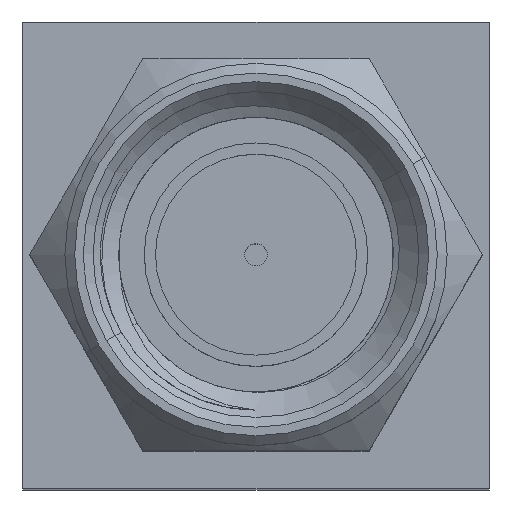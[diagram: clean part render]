
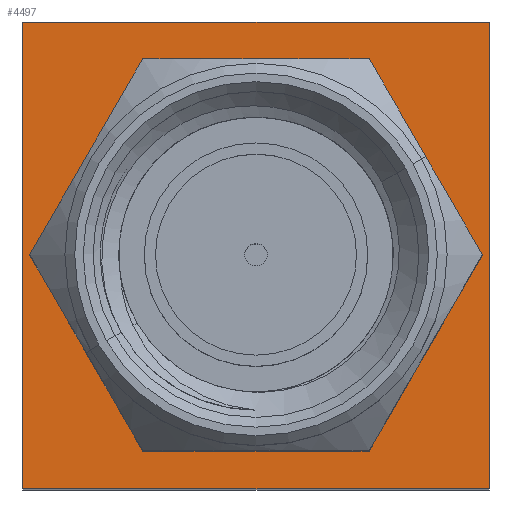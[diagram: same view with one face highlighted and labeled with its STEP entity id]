
A CAD part, top view. The second image highlights one B-rep face of the part: STEP entity #4497.
In plain terms, the highlighted planar face has unit normal (0, 0, 1).
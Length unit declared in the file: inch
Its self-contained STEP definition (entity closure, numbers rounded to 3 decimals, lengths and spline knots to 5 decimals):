
#166 = EDGE_CURVE ( 'NONE', #2871, #3260, #5910, .T. ) ;
#358 = CARTESIAN_POINT ( 'NONE',  ( 0., 0., 0.55 ) ) ;
#465 = ORIENTED_EDGE ( 'NONE', *, *, #6997, .T. ) ;
#493 = DIRECTION ( 'NONE',  ( 0., -1., 0. ) ) ;
#564 = VERTEX_POINT ( 'NONE', #4904 ) ;
#744 = DIRECTION ( 'NONE',  ( 0., 0., -1. ) ) ;
#954 = EDGE_CURVE ( 'NONE', #1780, #564, #1066, .T. ) ;
#1066 = LINE ( 'NONE', #3442, #1843 ) ;
#1278 = PLANE ( 'NONE',  #7557 ) ;
#1280 = EDGE_CURVE ( 'NONE', #2977, #7352, #7586, .T. ) ;
#1507 = ORIENTED_EDGE ( 'NONE', *, *, #5733, .T. ) ;
#1780 = VERTEX_POINT ( 'NONE', #4115 ) ;
#1843 = VECTOR ( 'NONE', #493, 39.37008 ) ;
#1872 = LINE ( 'NONE', #6435, #6156 ) ;
#1911 = CARTESIAN_POINT ( 'NONE',  ( 0.375, 0., 0.55 ) ) ;
#1990 = DIRECTION ( 'NONE',  ( 1., 0., 0. ) ) ;
#2348 = CARTESIAN_POINT ( 'NONE',  ( 0.294, 0.1875, 0.55 ) ) ;
#2359 = ORIENTED_EDGE ( 'NONE', *, *, #166, .F. ) ;
#2502 = FACE_OUTER_BOUND ( 'NONE', #5229, .T. ) ;
#2727 = VECTOR ( 'NONE', #6420, 39.37008 ) ;
#2871 = VERTEX_POINT ( 'NONE', #2348 ) ;
#2977 = VERTEX_POINT ( 'NONE', #1911 ) ;
#3078 = DIRECTION ( 'NONE',  ( -1., 0., 0. ) ) ;
#3119 = FACE_BOUND ( 'NONE', #4022, .T. ) ;
#3260 = VERTEX_POINT ( 'NONE', #5925 ) ;
#3320 = ORIENTED_EDGE ( 'NONE', *, *, #1280, .T. ) ;
#3442 = CARTESIAN_POINT ( 'NONE',  ( 0., 0., 0.55 ) ) ;
#3715 = ORIENTED_EDGE ( 'NONE', *, *, #954, .T. ) ;
#3886 = LINE ( 'NONE', #358, #4054 ) ;
#3977 = CARTESIAN_POINT ( 'NONE',  ( 0.1875, 0.1875, 0.55 ) ) ;
#4015 = DIRECTION ( 'NONE',  ( 1., 0., 0. ) ) ;
#4022 = EDGE_LOOP ( 'NONE', ( #2359, #7387 ) ) ;
#4054 = VECTOR ( 'NONE', #5697, 39.37008 ) ;
#4115 = CARTESIAN_POINT ( 'NONE',  ( 0., 0.375, 0.55 ) ) ;
#4309 = AXIS2_PLACEMENT_3D ( 'NONE', #3977, #6365, #4015 ) ;
#4497 = ADVANCED_FACE ( 'NONE', ( #2502, #3119 ), #1278, .F. ) ;
#4884 = CARTESIAN_POINT ( 'NONE',  ( 0., 0., 0.55 ) ) ;
#4904 = CARTESIAN_POINT ( 'NONE',  ( 0., 0., 0.55 ) ) ;
#5192 = CARTESIAN_POINT ( 'NONE',  ( 0.375, 0., 0.55 ) ) ;
#5229 = EDGE_LOOP ( 'NONE', ( #3715, #1507, #3320, #465 ) ) ;
#5307 = AXIS2_PLACEMENT_3D ( 'NONE', #6125, #7288, #1990 ) ;
#5599 = CARTESIAN_POINT ( 'NONE',  ( 0.375, 0.375, 0.55 ) ) ;
#5626 = EDGE_CURVE ( 'NONE', #3260, #2871, #7625, .T. ) ;
#5697 = DIRECTION ( 'NONE',  ( 1., 0., 0. ) ) ;
#5733 = EDGE_CURVE ( 'NONE', #564, #2977, #3886, .T. ) ;
#5910 = CIRCLE ( 'NONE', #4309, 0.1065 ) ;
#5925 = CARTESIAN_POINT ( 'NONE',  ( 0.081, 0.1875, 0.55 ) ) ;
#6125 = CARTESIAN_POINT ( 'NONE',  ( 0.1875, 0.1875, 0.55 ) ) ;
#6156 = VECTOR ( 'NONE', #7170, 39.37008 ) ;
#6365 = DIRECTION ( 'NONE',  ( 0., 0., 1. ) ) ;
#6420 = DIRECTION ( 'NONE',  ( 0., 1., 0. ) ) ;
#6435 = CARTESIAN_POINT ( 'NONE',  ( 0., 0.375, 0.55 ) ) ;
#6997 = EDGE_CURVE ( 'NONE', #7352, #1780, #1872, .T. ) ;
#7170 = DIRECTION ( 'NONE',  ( -1., 0., 0. ) ) ;
#7288 = DIRECTION ( 'NONE',  ( 0., 0., 1. ) ) ;
#7352 = VERTEX_POINT ( 'NONE', #5599 ) ;
#7387 = ORIENTED_EDGE ( 'NONE', *, *, #5626, .F. ) ;
#7557 = AXIS2_PLACEMENT_3D ( 'NONE', #4884, #744, #3078 ) ;
#7586 = LINE ( 'NONE', #5192, #2727 ) ;
#7625 = CIRCLE ( 'NONE', #5307, 0.1065 ) ;
